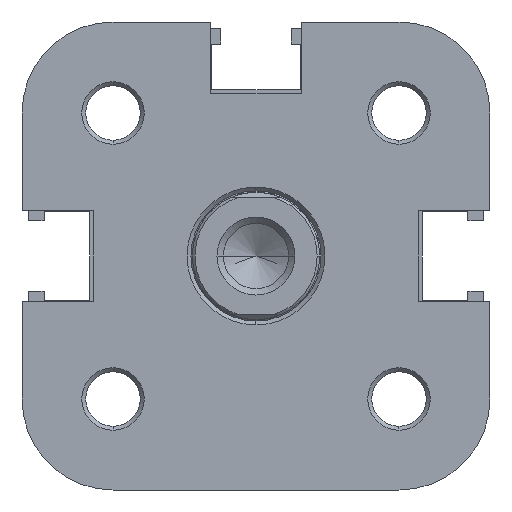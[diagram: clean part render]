
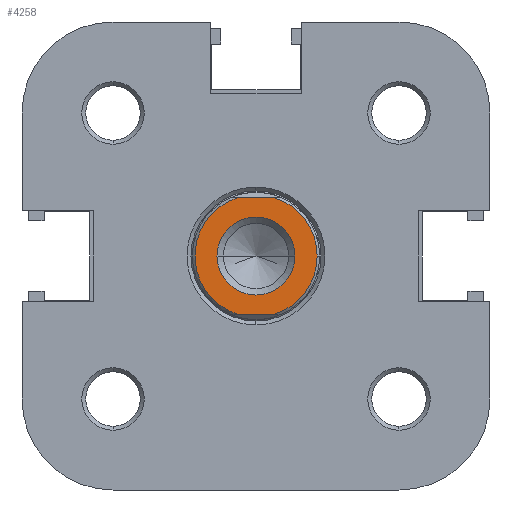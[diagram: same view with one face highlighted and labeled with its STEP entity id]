
A CAD part, left-side view. The second image highlights one B-rep face of the part: STEP entity #4258.
In plain terms, the highlighted face is planar.
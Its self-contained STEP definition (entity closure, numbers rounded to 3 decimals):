
#218 = CIRCLE ( 'NONE', #3740, 3. ) ;
#234 = LINE ( 'NONE', #6074, #235 ) ;
#235 = VECTOR ( 'NONE', #6075, 1000. ) ;
#279 = CIRCLE ( 'NONE', #3757, 4.7 ) ;
#375 = CIRCLE ( 'NONE', #3785, 3. ) ;
#387 = CIRCLE ( 'NONE', #3789, 4.7 ) ;
#408 = LINE ( 'NONE', #6417, #412 ) ;
#409 = CIRCLE ( 'NONE', #3798, 4.7 ) ;
#412 = VECTOR ( 'NONE', #6418, 1000. ) ;
#629 = FACE_BOUND ( 'NONE', #1720, .T. ) ;
#638 = FACE_OUTER_BOUND ( 'NONE', #1718, .T. ) ;
#1718 = EDGE_LOOP ( 'NONE', ( #2808, #2770, #2682, #2680, #2752 ) ) ;
#1720 = EDGE_LOOP ( 'NONE', ( #2748, #2731 ) ) ;
#2151 = VERTEX_POINT ( 'NONE', #2322 ) ;
#2215 = CARTESIAN_POINT ( 'NONE',  ( 169., 0., 3. ) ) ;
#2246 = VERTEX_POINT ( 'NONE', #2215 ) ;
#2322 = CARTESIAN_POINT ( 'NONE',  ( 169., 0., -3. ) ) ;
#2680 = ORIENTED_EDGE ( 'NONE', *, *, #3490, .F. ) ;
#2682 = ORIENTED_EDGE ( 'NONE', *, *, #3610, .F. ) ;
#2731 = ORIENTED_EDGE ( 'NONE', *, *, #3580, .F. ) ;
#2748 = ORIENTED_EDGE ( 'NONE', *, *, #3410, .F. ) ;
#2752 = ORIENTED_EDGE ( 'NONE', *, *, #3589, .F. ) ;
#2770 = ORIENTED_EDGE ( 'NONE', *, *, #3606, .F. ) ;
#2808 = ORIENTED_EDGE ( 'NONE', *, *, #3434, .T. ) ;
#3410 = EDGE_CURVE ( 'NONE', #2246, #2151, #218, .T. ) ;
#3434 = EDGE_CURVE ( 'NONE', #5377, #5292, #234, .T. ) ;
#3490 = EDGE_CURVE ( 'NONE', #5378, #5297, #279, .T. ) ;
#3580 = EDGE_CURVE ( 'NONE', #2151, #2246, #375, .T. ) ;
#3589 = EDGE_CURVE ( 'NONE', #5377, #5378, #387, .T. ) ;
#3606 = EDGE_CURVE ( 'NONE', #5288, #5292, #409, .T. ) ;
#3610 = EDGE_CURVE ( 'NONE', #5297, #5288, #408, .T. ) ;
#3740 = AXIS2_PLACEMENT_3D ( 'NONE', #6035, #6047, #6048 ) ;
#3757 = AXIS2_PLACEMENT_3D ( 'NONE', #6152, #6160, #6161 ) ;
#3785 = AXIS2_PLACEMENT_3D ( 'NONE', #6326, #6335, #6336 ) ;
#3789 = AXIS2_PLACEMENT_3D ( 'NONE', #6350, #6361, #6362 ) ;
#3798 = AXIS2_PLACEMENT_3D ( 'NONE', #6390, #6405, #6406 ) ;
#3919 = AXIS2_PLACEMENT_3D ( 'NONE', #4574, #4576, #4577 ) ;
#4258 = ADVANCED_FACE ( 'NONE', ( #629, #638 ), #4575, .F. ) ;
#4574 = CARTESIAN_POINT ( 'NONE',  ( 169., 0., 0. ) ) ;
#4575 = PLANE ( 'NONE',  #3919 ) ;
#4576 = DIRECTION ( 'NONE',  ( -1., 0., 0. ) ) ;
#4577 = DIRECTION ( 'NONE',  ( 0., 0., -1. ) ) ;
#5016 = CARTESIAN_POINT ( 'NONE',  ( 169., -4.5, 1.356 ) ) ;
#5020 = CARTESIAN_POINT ( 'NONE',  ( 169., 4.5, 1.356 ) ) ;
#5025 = CARTESIAN_POINT ( 'NONE',  ( 169., -4.5, -1.356 ) ) ;
#5104 = CARTESIAN_POINT ( 'NONE',  ( 169., 4.5, -1.356 ) ) ;
#5105 = CARTESIAN_POINT ( 'NONE',  ( 169., 0., -4.7 ) ) ;
#5288 = VERTEX_POINT ( 'NONE', #5016 ) ;
#5292 = VERTEX_POINT ( 'NONE', #5020 ) ;
#5297 = VERTEX_POINT ( 'NONE', #5025 ) ;
#5377 = VERTEX_POINT ( 'NONE', #5104 ) ;
#5378 = VERTEX_POINT ( 'NONE', #5105 ) ;
#6035 = CARTESIAN_POINT ( 'NONE',  ( 169., 0., 0. ) ) ;
#6047 = DIRECTION ( 'NONE',  ( 1., 0., 0. ) ) ;
#6048 = DIRECTION ( 'NONE',  ( 0., 0., -1. ) ) ;
#6074 = CARTESIAN_POINT ( 'NONE',  ( 169., 4.5, -10. ) ) ;
#6075 = DIRECTION ( 'NONE',  ( 0., 0., 1. ) ) ;
#6152 = CARTESIAN_POINT ( 'NONE',  ( 169., 0., 0. ) ) ;
#6160 = DIRECTION ( 'NONE',  ( -1., 0., 0. ) ) ;
#6161 = DIRECTION ( 'NONE',  ( 0., 0., -1. ) ) ;
#6326 = CARTESIAN_POINT ( 'NONE',  ( 169., 0., 0. ) ) ;
#6335 = DIRECTION ( 'NONE',  ( 1., 0., 0. ) ) ;
#6336 = DIRECTION ( 'NONE',  ( 0., 0., -1. ) ) ;
#6350 = CARTESIAN_POINT ( 'NONE',  ( 169., 0., 0. ) ) ;
#6361 = DIRECTION ( 'NONE',  ( -1., 0., 0. ) ) ;
#6362 = DIRECTION ( 'NONE',  ( 0., 0., -1. ) ) ;
#6390 = CARTESIAN_POINT ( 'NONE',  ( 169., 0., 0. ) ) ;
#6405 = DIRECTION ( 'NONE',  ( -1., 0., 0. ) ) ;
#6406 = DIRECTION ( 'NONE',  ( 0., 0., -1. ) ) ;
#6417 = CARTESIAN_POINT ( 'NONE',  ( 169., -4.5, -10. ) ) ;
#6418 = DIRECTION ( 'NONE',  ( 0., 0., 1. ) ) ;
